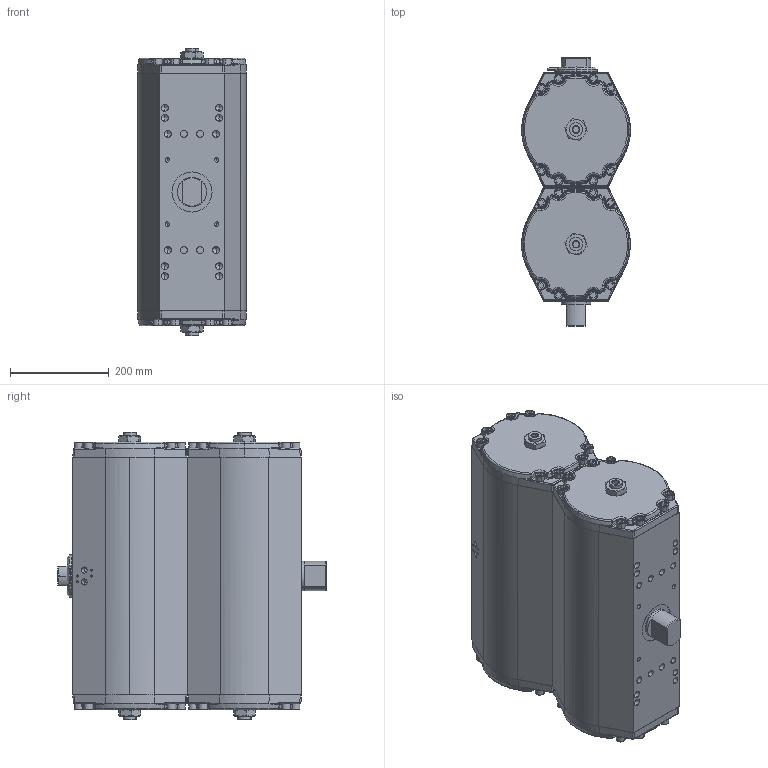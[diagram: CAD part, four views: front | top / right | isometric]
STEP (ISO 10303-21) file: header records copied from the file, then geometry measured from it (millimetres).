
FILE_DESCRIPTION (( 'STEP AP214' ), '1' );
FILE_NAME ('RC88-DA.STEP', '2020-01-28T05:59:58', ( '' ), ( '' ), 'SwSTEP 2.0', 'SolidWorks 2019', '' );
FILE_SCHEMA (( 'AUTOMOTIVE_DESIGN' ));
Length unit declared in the file: millimetre
Products named in the file (1): RC88-DA
Bounding box: 220 x 543.6 x 580.98 mm (x, y, z)
Volume: 46067149.3 mm3; surface area: 945922.9 mm2
Topology: 1 solids, 1 shells, 1459 faces, 3483 edges, 2054 vertices
Faces by surface type: plane 494, cylinder 282, bspline 212, torus 212, cone 195, sphere 64
Entity records: 63576 total; most frequent: CARTESIAN_POINT 15575, ORIENTED_EDGE 6818, DIRECTION 6708, EDGE_CURVE 3409, AXIS2_PLACEMENT_3D 2629, VERTEX_POINT 2054, EDGE_LOOP 1569, FACE_OUTER_BOUND 1459
